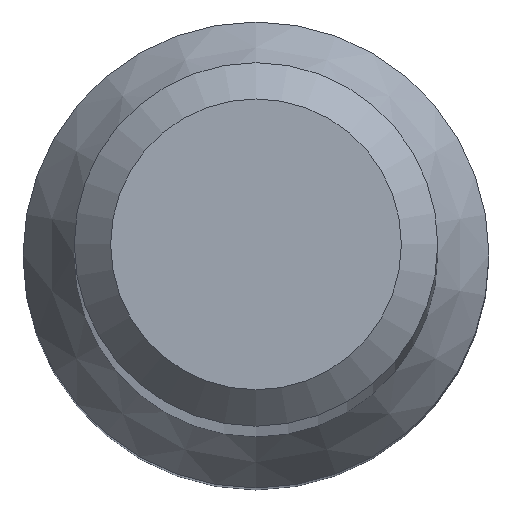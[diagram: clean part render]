
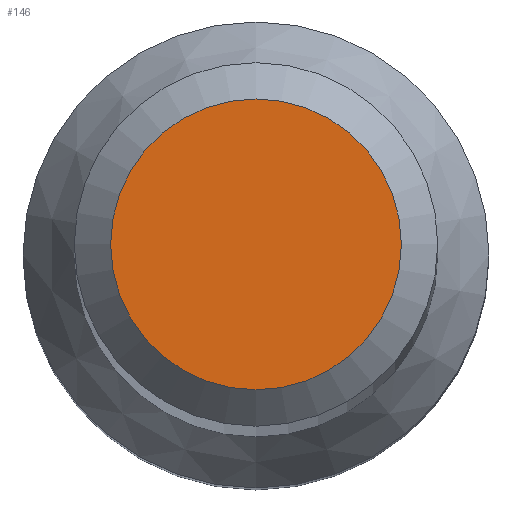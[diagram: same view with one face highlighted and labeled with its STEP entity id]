
A CAD part, top view. The second image highlights one B-rep face of the part: STEP entity #146.
In plain terms, the highlighted planar face has unit normal (0, 0, 1).
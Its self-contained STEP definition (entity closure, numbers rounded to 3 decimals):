
#8 = DIRECTION ( 'NONE',  ( 0., 1., 0. ) ) ;
#48 = CARTESIAN_POINT ( 'NONE',  ( 0., 1.6, 80. ) ) ;
#55 = CARTESIAN_POINT ( 'NONE',  ( 0., 0., 80. ) ) ;
#74 = CIRCLE ( 'NONE', #127, 1.6 ) ;
#89 = DIRECTION ( 'NONE',  ( 0., 0., -1. ) ) ;
#110 = VERTEX_POINT ( 'NONE', #48 ) ;
#111 = CARTESIAN_POINT ( 'NONE',  ( 0., 0., 80. ) ) ;
#113 = AXIS2_PLACEMENT_3D ( 'NONE', #55, #172, #243 ) ;
#127 = AXIS2_PLACEMENT_3D ( 'NONE', #111, #89, #8 ) ;
#146 = ADVANCED_FACE ( 'NONE', ( #209 ), #226, .T. ) ;
#172 = DIRECTION ( 'NONE',  ( 0., 0., 1. ) ) ;
#176 = ORIENTED_EDGE ( 'NONE', *, *, #230, .F. ) ;
#190 = EDGE_LOOP ( 'NONE', ( #176 ) ) ;
#209 = FACE_OUTER_BOUND ( 'NONE', #190, .T. ) ;
#226 = PLANE ( 'NONE',  #113 ) ;
#230 = EDGE_CURVE ( 'NONE', #110, #110, #74, .T. ) ;
#243 = DIRECTION ( 'NONE',  ( 0., -1., 0. ) ) ;
